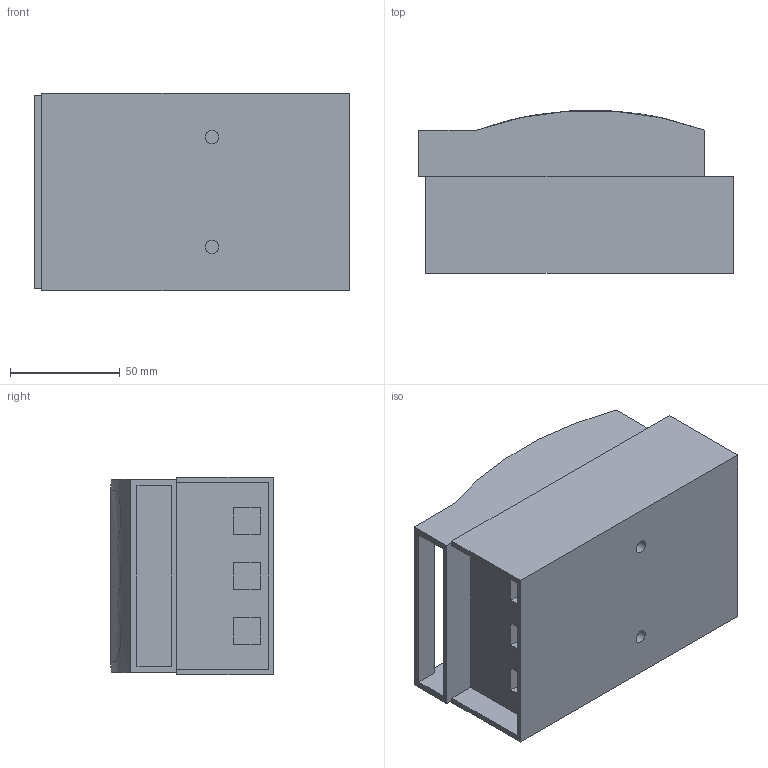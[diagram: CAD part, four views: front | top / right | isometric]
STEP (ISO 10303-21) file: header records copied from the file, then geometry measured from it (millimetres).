
FILE_DESCRIPTION((''),'2;1');
FILE_NAME('33217000.stp','2007-12-26T10:36:17',('Hubert Lenker'),(''),'Autodesk Inventor 10','Autodesk Inventor 10','');
FILE_SCHEMA(('AUTOMOTIVE_DESIGN { 1 0 10303 214 1 1 1 1 }'));
Length unit declared in the file: millimetre
Products named in the file (5): 33217000; 30146000; 30022000; Deckel000; Fenster000
Assembly tree (4 placements, depth 3):
  33217000
    30146000
    30022000
      Deckel000
      Fenster000
Bounding box: 143.24 x 74.02 x 90 mm (x, y, z)
Volume: 368275 mm3; surface area: 135740.2 mm2
Topology: 3 solids, 3 shells, 264 faces, 736 edges, 490 vertices
Faces by surface type: plane 206, cylinder 52, bspline 6
Full cylindrical faces by diameter (mm): 8 x6
Entity records: 9421 total; most frequent: CARTESIAN_POINT 2609, ORIENTED_EDGE 1442, DIRECTION 1276, EDGE_CURVE 721, VECTOR 602, LINE 602, VERTEX_POINT 485, AXIS2_PLACEMENT_3D 337
